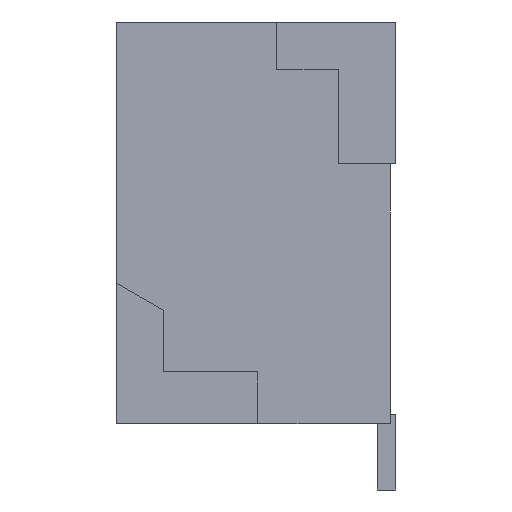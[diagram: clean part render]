
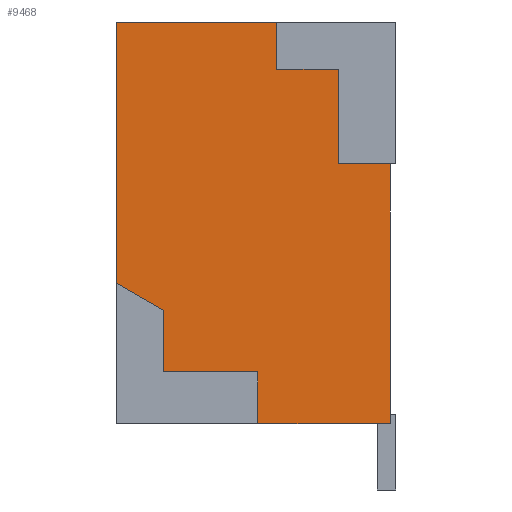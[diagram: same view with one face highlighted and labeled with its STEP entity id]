
A CAD part, left-side view. The second image highlights one B-rep face of the part: STEP entity #9468.
In plain terms, the highlighted planar face has unit normal (-1, 0, 0).
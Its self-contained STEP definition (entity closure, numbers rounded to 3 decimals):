
#240 = VERTEX_POINT ( 'NONE', #10633 ) ;
#566 = LINE ( 'NONE', #5095, #1093 ) ;
#602 = CARTESIAN_POINT ( 'NONE',  ( -11., 2.96, 2.125 ) ) ;
#658 = DIRECTION ( 'NONE',  ( 0., 0., 1. ) ) ;
#897 = CARTESIAN_POINT ( 'NONE',  ( -11., 0.06, 2.125 ) ) ;
#998 = EDGE_CURVE ( 'NONE', #1685, #2632, #13506, .T. ) ;
#1093 = VECTOR ( 'NONE', #9530, 1000. ) ;
#1302 = VECTOR ( 'NONE', #13022, 1000. ) ;
#1386 = CARTESIAN_POINT ( 'NONE',  ( -11., 2.96, 2.125 ) ) ;
#1685 = VERTEX_POINT ( 'NONE', #2480 ) ;
#2054 = ORIENTED_EDGE ( 'NONE', *, *, #14198, .F. ) ;
#2315 = ORIENTED_EDGE ( 'NONE', *, *, #10441, .T. ) ;
#2392 = ORIENTED_EDGE ( 'NONE', *, *, #12045, .T. ) ;
#2480 = CARTESIAN_POINT ( 'NONE',  ( -11., 1.26, 1.625 ) ) ;
#2601 = EDGE_CURVE ( 'NONE', #10718, #6706, #10940, .T. ) ;
#2632 = VERTEX_POINT ( 'NONE', #8929 ) ;
#2726 = LINE ( 'NONE', #7243, #12729 ) ;
#2751 = CARTESIAN_POINT ( 'NONE',  ( -11., 0.61, 0.625 ) ) ;
#2843 = VECTOR ( 'NONE', #8060, 1000. ) ;
#3105 = EDGE_CURVE ( 'NONE', #6706, #240, #12736, .T. ) ;
#3202 = LINE ( 'NONE', #7686, #8327 ) ;
#3485 = VECTOR ( 'NONE', #12996, 1000. ) ;
#3575 = CARTESIAN_POINT ( 'NONE',  ( -11., 1.26, 2.125 ) ) ;
#3712 = CARTESIAN_POINT ( 'NONE',  ( -11., 1.46, -1.575 ) ) ;
#3827 = EDGE_CURVE ( 'NONE', #7757, #7252, #13645, .T. ) ;
#4162 = LINE ( 'NONE', #8624, #3485 ) ;
#4184 = LINE ( 'NONE', #8646, #1302 ) ;
#4344 = EDGE_LOOP ( 'NONE', ( #5854, #6368, #7357, #5682, #2054, #9339, #8641, #2392, #12426, #9278, #2315, #11401 ) ) ;
#4626 = CARTESIAN_POINT ( 'NONE',  ( -11., 2.46, -1.575 ) ) ;
#4636 = VERTEX_POINT ( 'NONE', #7561 ) ;
#4850 = CARTESIAN_POINT ( 'NONE',  ( -11., 2.96, 2.125 ) ) ;
#5095 = CARTESIAN_POINT ( 'NONE',  ( -11., 2.46, -0.925 ) ) ;
#5135 = DIRECTION ( 'NONE',  ( 0., -1., 0. ) ) ;
#5422 = DIRECTION ( 'NONE',  ( 0., 0., 1. ) ) ;
#5535 = LINE ( 'NONE', #9978, #11896 ) ;
#5682 = ORIENTED_EDGE ( 'NONE', *, *, #998, .T. ) ;
#5741 = VECTOR ( 'NONE', #5422, 1000. ) ;
#5834 = VERTEX_POINT ( 'NONE', #6090 ) ;
#5854 = ORIENTED_EDGE ( 'NONE', *, *, #3105, .T. ) ;
#5906 = DIRECTION ( 'NONE',  ( 1., 0., 0. ) ) ;
#6090 = CARTESIAN_POINT ( 'NONE',  ( -11., 2.96, -0.636 ) ) ;
#6279 = LINE ( 'NONE', #10710, #12578 ) ;
#6368 = ORIENTED_EDGE ( 'NONE', *, *, #13671, .T. ) ;
#6412 = VECTOR ( 'NONE', #5135, 1000. ) ;
#6510 = VERTEX_POINT ( 'NONE', #4850 ) ;
#6706 = VERTEX_POINT ( 'NONE', #7041 ) ;
#6920 = EDGE_CURVE ( 'NONE', #7252, #8180, #3202, .T. ) ;
#7002 = FACE_OUTER_BOUND ( 'NONE', #4344, .T. ) ;
#7041 = CARTESIAN_POINT ( 'NONE',  ( -11., 0.06, 0.625 ) ) ;
#7243 = CARTESIAN_POINT ( 'NONE',  ( -11., 2.96, 2.125 ) ) ;
#7252 = VERTEX_POINT ( 'NONE', #11982 ) ;
#7271 = DIRECTION ( 'NONE',  ( 0., 1., 0. ) ) ;
#7357 = ORIENTED_EDGE ( 'NONE', *, *, #11084, .T. ) ;
#7460 = CARTESIAN_POINT ( 'NONE',  ( -11., 1.46, -2.125 ) ) ;
#7561 = CARTESIAN_POINT ( 'NONE',  ( -11., 2.46, -0.925 ) ) ;
#7686 = CARTESIAN_POINT ( 'NONE',  ( -11., 1.46, -2.125 ) ) ;
#7757 = VERTEX_POINT ( 'NONE', #4626 ) ;
#7785 = CARTESIAN_POINT ( 'NONE',  ( -11., 0.61, 1.625 ) ) ;
#8060 = DIRECTION ( 'NONE',  ( 0., 0., 1. ) ) ;
#8180 = VERTEX_POINT ( 'NONE', #7460 ) ;
#8200 = DIRECTION ( 'NONE',  ( 0., -1., 0. ) ) ;
#8327 = VECTOR ( 'NONE', #12086, 1000. ) ;
#8624 = CARTESIAN_POINT ( 'NONE',  ( -11., 2.46, -1.575 ) ) ;
#8641 = ORIENTED_EDGE ( 'NONE', *, *, #8721, .T. ) ;
#8646 = CARTESIAN_POINT ( 'NONE',  ( -11., 1.26, 1.625 ) ) ;
#8721 = EDGE_CURVE ( 'NONE', #5834, #4636, #566, .T. ) ;
#8929 = CARTESIAN_POINT ( 'NONE',  ( -11., 1.26, 2.125 ) ) ;
#9278 = ORIENTED_EDGE ( 'NONE', *, *, #6920, .T. ) ;
#9339 = ORIENTED_EDGE ( 'NONE', *, *, #11278, .F. ) ;
#9468 = ADVANCED_FACE ( 'NONE', ( #7002 ), #11419, .F. ) ;
#9530 = DIRECTION ( 'NONE',  ( 0., -0.866, -0.5 ) ) ;
#9562 = AXIS2_PLACEMENT_3D ( 'NONE', #1386, #5906, #10359 ) ;
#9978 = CARTESIAN_POINT ( 'NONE',  ( -11., 2.96, -2.125 ) ) ;
#10359 = DIRECTION ( 'NONE',  ( 0., 0., -1. ) ) ;
#10441 = EDGE_CURVE ( 'NONE', #8180, #10718, #5535, .T. ) ;
#10633 = CARTESIAN_POINT ( 'NONE',  ( -11., 0.61, 0.625 ) ) ;
#10656 = LINE ( 'NONE', #602, #6412 ) ;
#10710 = CARTESIAN_POINT ( 'NONE',  ( -11., 0.61, 1.625 ) ) ;
#10715 = VERTEX_POINT ( 'NONE', #7785 ) ;
#10718 = VERTEX_POINT ( 'NONE', #12172 ) ;
#10940 = LINE ( 'NONE', #897, #5741 ) ;
#11084 = EDGE_CURVE ( 'NONE', #10715, #1685, #4184, .T. ) ;
#11278 = EDGE_CURVE ( 'NONE', #5834, #6510, #2726, .T. ) ;
#11401 = ORIENTED_EDGE ( 'NONE', *, *, #2601, .T. ) ;
#11419 = PLANE ( 'NONE',  #9562 ) ;
#11657 = DIRECTION ( 'NONE',  ( 0., 0., 1. ) ) ;
#11896 = VECTOR ( 'NONE', #14338, 1000. ) ;
#11982 = CARTESIAN_POINT ( 'NONE',  ( -11., 1.46, -1.575 ) ) ;
#12045 = EDGE_CURVE ( 'NONE', #4636, #7757, #4162, .T. ) ;
#12086 = DIRECTION ( 'NONE',  ( 0., 0., -1. ) ) ;
#12172 = CARTESIAN_POINT ( 'NONE',  ( -11., 0.06, -2.125 ) ) ;
#12220 = VECTOR ( 'NONE', #7271, 1000. ) ;
#12426 = ORIENTED_EDGE ( 'NONE', *, *, #3827, .T. ) ;
#12578 = VECTOR ( 'NONE', #658, 1000. ) ;
#12729 = VECTOR ( 'NONE', #11657, 1000. ) ;
#12736 = LINE ( 'NONE', #2751, #12220 ) ;
#12996 = DIRECTION ( 'NONE',  ( 0., 0., -1. ) ) ;
#13022 = DIRECTION ( 'NONE',  ( 0., 1., 0. ) ) ;
#13482 = VECTOR ( 'NONE', #8200, 1000. ) ;
#13506 = LINE ( 'NONE', #3575, #2843 ) ;
#13645 = LINE ( 'NONE', #3712, #13482 ) ;
#13671 = EDGE_CURVE ( 'NONE', #240, #10715, #6279, .T. ) ;
#14198 = EDGE_CURVE ( 'NONE', #6510, #2632, #10656, .T. ) ;
#14338 = DIRECTION ( 'NONE',  ( 0., -1., 0. ) ) ;
